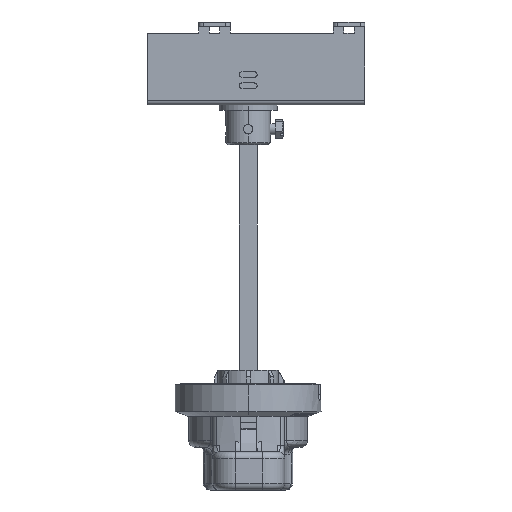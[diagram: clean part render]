
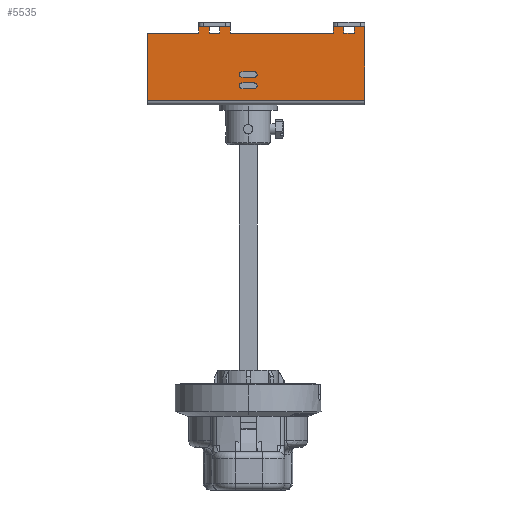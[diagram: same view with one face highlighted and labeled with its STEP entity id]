
A CAD part, front view. The second image highlights one B-rep face of the part: STEP entity #5535.
In plain terms, the highlighted planar face has unit normal (0, -1, 0).
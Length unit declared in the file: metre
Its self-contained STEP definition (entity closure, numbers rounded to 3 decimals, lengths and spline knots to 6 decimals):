
#3375=DIRECTION('',(1.,0.,0.));
#3376=VECTOR('',#3375,0.0055);
#3377=CARTESIAN_POINT('',(-0.000698,-0.051427,0.09955));
#3378=LINE('',#3377,#3376);
#3391=DIRECTION('',(-1.,0.,0.));
#3392=VECTOR('',#3391,0.0055);
#3393=CARTESIAN_POINT('',(0.004802,-0.051427,0.10205));
#3394=LINE('',#3393,#3392);
#3407=CARTESIAN_POINT('',(-0.000698,-0.051427,0.1008));
#3408=DIRECTION('',(0.,1.,0.));
#3409=DIRECTION('',(0.,0.,-1.));
#3410=AXIS2_PLACEMENT_3D('',#3407,#3408,#3409);
#3412=CARTESIAN_POINT('',(0.004802,-0.051427,0.1008));
#3413=DIRECTION('',(0.,1.,0.));
#3414=DIRECTION('',(0.,0.,1.));
#3415=AXIS2_PLACEMENT_3D('',#3412,#3413,#3414);
#3417=CARTESIAN_POINT('',(-0.000698,-0.051427,0.0958));
#3418=DIRECTION('',(0.,1.,0.));
#3419=DIRECTION('',(0.,0.,-1.));
#3420=AXIS2_PLACEMENT_3D('',#3417,#3418,#3419);
#3422=CARTESIAN_POINT('',(0.004802,-0.051427,0.0958));
#3423=DIRECTION('',(0.,1.,0.));
#3424=DIRECTION('',(0.,0.,1.));
#3425=AXIS2_PLACEMENT_3D('',#3422,#3423,#3424);
#3427=DIRECTION('',(0.,0.,1.));
#3428=VECTOR('',#3427,0.033);
#3429=CARTESIAN_POINT('',(0.054052,-0.051427,0.08925));
#3430=LINE('',#3429,#3428);
#3431=DIRECTION('',(0.,0.,-1.));
#3432=VECTOR('',#3431,0.03);
#3433=CARTESIAN_POINT('',(-0.042948,-0.051427,0.11925));
#3434=LINE('',#3433,#3432);
#3435=DIRECTION('',(-1.,0.,0.));
#3436=VECTOR('',#3435,0.0055);
#3437=CARTESIAN_POINT('',(0.004802,-0.051427,0.09705));
#3438=LINE('',#3437,#3436);
#3451=DIRECTION('',(1.,0.,0.));
#3452=VECTOR('',#3451,0.0055);
#3453=CARTESIAN_POINT('',(-0.000698,-0.051427,0.09455));
#3454=LINE('',#3453,#3452);
#3531=DIRECTION('',(0.,0.,1.));
#3532=VECTOR('',#3531,0.003);
#3533=CARTESIAN_POINT('',(0.049302,-0.051427,0.11925));
#3534=LINE('',#3533,#3532);
#3564=DIRECTION('',(0.,0.,-1.));
#3565=VECTOR('',#3564,0.003);
#3566=CARTESIAN_POINT('',(0.044802,-0.051427,0.12225));
#3567=LINE('',#3566,#3565);
#3585=DIRECTION('',(0.,0.,1.));
#3586=VECTOR('',#3585,0.003);
#3587=CARTESIAN_POINT('',(0.040052,-0.051427,0.11925));
#3588=LINE('',#3587,#3586);
#3626=DIRECTION('',(1.,0.,0.));
#3627=VECTOR('',#3626,0.00475);
#3628=CARTESIAN_POINT('',(0.049302,-0.051427,0.12225));
#3629=LINE('',#3628,#3627);
#3643=DIRECTION('',(1.,0.,0.));
#3644=VECTOR('',#3643,0.00475);
#3645=CARTESIAN_POINT('',(0.040052,-0.051427,0.12225));
#3646=LINE('',#3645,#3644);
#3656=DIRECTION('',(1.,0.,0.));
#3657=VECTOR('',#3656,0.046);
#3658=CARTESIAN_POINT('',(-0.005948,-0.051427,0.11925));
#3659=LINE('',#3658,#3657);
#3677=DIRECTION('',(0.,0.,-1.));
#3678=VECTOR('',#3677,0.003);
#3679=CARTESIAN_POINT('',(-0.005948,-0.051427,0.12225));
#3680=LINE('',#3679,#3678);
#3725=DIRECTION('',(0.,0.,1.));
#3726=VECTOR('',#3725,0.003);
#3727=CARTESIAN_POINT('',(-0.010698,-0.051427,0.11925));
#3728=LINE('',#3727,#3726);
#3758=DIRECTION('',(0.,0.,-1.));
#3759=VECTOR('',#3758,0.003);
#3760=CARTESIAN_POINT('',(-0.015198,-0.051427,0.12225));
#3761=LINE('',#3760,#3759);
#3779=DIRECTION('',(0.,0.,1.));
#3780=VECTOR('',#3779,0.003);
#3781=CARTESIAN_POINT('',(-0.019948,-0.051427,0.11925));
#3782=LINE('',#3781,#3780);
#3817=DIRECTION('',(1.,0.,0.));
#3818=VECTOR('',#3817,0.00475);
#3819=CARTESIAN_POINT('',(-0.010698,-0.051427,0.12225));
#3820=LINE('',#3819,#3818);
#3834=DIRECTION('',(1.,0.,0.));
#3835=VECTOR('',#3834,0.00475);
#3836=CARTESIAN_POINT('',(-0.019948,-0.051427,0.12225));
#3837=LINE('',#3836,#3835);
#3846=DIRECTION('',(1.,0.,0.));
#3847=VECTOR('',#3846,0.023);
#3848=CARTESIAN_POINT('',(-0.042948,-0.051427,0.11925));
#3849=LINE('',#3848,#3847);
#4821=DIRECTION('',(-1.,0.,0.));
#4822=VECTOR('',#4821,0.097);
#4823=CARTESIAN_POINT('',(0.054052,-0.051427,0.08925));
#4824=LINE('',#4823,#4822);
#4829=DIRECTION('',(1.,0.,0.));
#4830=VECTOR('',#4829,0.0045);
#4831=CARTESIAN_POINT('',(-0.015198,-0.051427,0.11925));
#4832=LINE('',#4831,#4830);
#4841=DIRECTION('',(1.,0.,0.));
#4842=VECTOR('',#4841,0.0045);
#4843=CARTESIAN_POINT('',(0.044802,-0.051427,0.11925));
#4844=LINE('',#4843,#4842);
#4927=CARTESIAN_POINT('',(0.054052,-0.051427,0.08925));
#4928=VERTEX_POINT('',#4927);
#4929=CARTESIAN_POINT('',(0.054052,-0.051427,0.12225));
#4930=VERTEX_POINT('',#4929);
#5013=CARTESIAN_POINT('',(-0.042948,-0.051427,0.11925));
#5014=VERTEX_POINT('',#5013);
#5015=CARTESIAN_POINT('',(-0.042948,-0.051427,0.08925));
#5016=VERTEX_POINT('',#5015);
#5087=CARTESIAN_POINT('',(-0.019948,-0.051427,0.11925));
#5088=VERTEX_POINT('',#5087);
#5089=CARTESIAN_POINT('',(-0.019948,-0.051427,0.12225));
#5090=VERTEX_POINT('',#5089);
#5091=CARTESIAN_POINT('',(-0.015198,-0.051427,0.12225));
#5092=VERTEX_POINT('',#5091);
#5093=CARTESIAN_POINT('',(-0.015198,-0.051427,0.11925));
#5094=VERTEX_POINT('',#5093);
#5095=CARTESIAN_POINT('',(-0.010698,-0.051427,0.11925));
#5096=VERTEX_POINT('',#5095);
#5097=CARTESIAN_POINT('',(-0.010698,-0.051427,0.12225));
#5098=VERTEX_POINT('',#5097);
#5099=CARTESIAN_POINT('',(-0.005948,-0.051427,0.12225));
#5100=VERTEX_POINT('',#5099);
#5101=CARTESIAN_POINT('',(-0.005948,-0.051427,0.11925));
#5102=VERTEX_POINT('',#5101);
#5103=CARTESIAN_POINT('',(0.040052,-0.051427,0.11925));
#5104=VERTEX_POINT('',#5103);
#5105=CARTESIAN_POINT('',(0.040052,-0.051427,0.12225));
#5106=VERTEX_POINT('',#5105);
#5107=CARTESIAN_POINT('',(0.044802,-0.051427,0.12225));
#5108=VERTEX_POINT('',#5107);
#5109=CARTESIAN_POINT('',(0.044802,-0.051427,0.11925));
#5110=VERTEX_POINT('',#5109);
#5111=CARTESIAN_POINT('',(0.049302,-0.051427,0.11925));
#5112=VERTEX_POINT('',#5111);
#5113=CARTESIAN_POINT('',(0.049302,-0.051427,0.12225));
#5114=VERTEX_POINT('',#5113);
#5115=CARTESIAN_POINT('',(-0.000698,-0.051427,0.09455));
#5116=CARTESIAN_POINT('',(-0.000698,-0.051427,0.09705));
#5117=VERTEX_POINT('',#5115);
#5118=VERTEX_POINT('',#5116);
#5119=CARTESIAN_POINT('',(0.004802,-0.051427,0.09455));
#5120=VERTEX_POINT('',#5119);
#5121=CARTESIAN_POINT('',(0.004802,-0.051427,0.09705));
#5122=VERTEX_POINT('',#5121);
#5123=CARTESIAN_POINT('',(-0.000698,-0.051427,0.09955));
#5124=CARTESIAN_POINT('',(-0.000698,-0.051427,0.10205));
#5125=VERTEX_POINT('',#5123);
#5126=VERTEX_POINT('',#5124);
#5127=CARTESIAN_POINT('',(0.004802,-0.051427,0.09955));
#5128=VERTEX_POINT('',#5127);
#5129=CARTESIAN_POINT('',(0.004802,-0.051427,0.10205));
#5130=VERTEX_POINT('',#5129);
#5476=CARTESIAN_POINT('',(0.047052,-0.051427,0.08725));
#5477=DIRECTION('',(0.,1.,0.));
#5478=DIRECTION('',(0.,0.,1.));
#5479=AXIS2_PLACEMENT_3D('',#5476,#5477,#5478);
#5480=PLANE('',#5479);
#5482=ORIENTED_EDGE('',*,*,#5481,.F.);
#5484=ORIENTED_EDGE('',*,*,#5483,.T.);
#5486=ORIENTED_EDGE('',*,*,#5485,.F.);
#5488=ORIENTED_EDGE('',*,*,#5487,.T.);
#5490=ORIENTED_EDGE('',*,*,#5489,.T.);
#5492=ORIENTED_EDGE('',*,*,#5491,.T.);
#5494=ORIENTED_EDGE('',*,*,#5493,.T.);
#5496=ORIENTED_EDGE('',*,*,#5495,.T.);
#5498=ORIENTED_EDGE('',*,*,#5497,.T.);
#5500=ORIENTED_EDGE('',*,*,#5499,.T.);
#5502=ORIENTED_EDGE('',*,*,#5501,.T.);
#5504=ORIENTED_EDGE('',*,*,#5503,.T.);
#5506=ORIENTED_EDGE('',*,*,#5505,.T.);
#5508=ORIENTED_EDGE('',*,*,#5507,.T.);
#5510=ORIENTED_EDGE('',*,*,#5509,.T.);
#5512=ORIENTED_EDGE('',*,*,#5511,.T.);
#5514=ORIENTED_EDGE('',*,*,#5513,.T.);
#5516=ORIENTED_EDGE('',*,*,#5515,.T.);
#5517=EDGE_LOOP('',(#5482,#5484,#5486,#5488,#5490,#5492,#5494,#5496,#5498,#5500,
#5502,#5504,#5506,#5508,#5510,#5512,#5514,#5516));
#5518=FACE_OUTER_BOUND('',#5517,.F.);
#5520=ORIENTED_EDGE('',*,*,#5519,.T.);
#5522=ORIENTED_EDGE('',*,*,#5521,.F.);
#5524=ORIENTED_EDGE('',*,*,#5523,.T.);
#5526=ORIENTED_EDGE('',*,*,#5525,.F.);
#5527=EDGE_LOOP('',(#5520,#5522,#5524,#5526));
#5528=FACE_BOUND('',#5527,.F.);
#5529=ORIENTED_EDGE('',*,*,#5442,.T.);
#5530=ORIENTED_EDGE('',*,*,#5462,.F.);
#5531=ORIENTED_EDGE('',*,*,#5399,.T.);
#5532=ORIENTED_EDGE('',*,*,#5421,.F.);
#5533=EDGE_LOOP('',(#5529,#5530,#5531,#5532));
#5534=FACE_BOUND('',#5533,.F.);
#5535=ADVANCED_FACE('',(#5518,#5528,#5534),#5480,.F.);
#3411=CIRCLE('',#3410,0.00125);
#3416=CIRCLE('',#3415,0.00125);
#3421=CIRCLE('',#3420,0.00125);
#3426=CIRCLE('',#3425,0.00125);
#5399=EDGE_CURVE('',#5125,#5128,#3378,.T.);
#5421=EDGE_CURVE('',#5130,#5128,#3416,.T.);
#5442=EDGE_CURVE('',#5130,#5126,#3394,.T.);
#5462=EDGE_CURVE('',#5125,#5126,#3411,.T.);
#5481=EDGE_CURVE('',#4928,#4930,#3430,.T.);
#5483=EDGE_CURVE('',#4928,#5016,#4824,.T.);
#5485=EDGE_CURVE('',#5014,#5016,#3434,.T.);
#5487=EDGE_CURVE('',#5014,#5088,#3849,.T.);
#5489=EDGE_CURVE('',#5088,#5090,#3782,.T.);
#5491=EDGE_CURVE('',#5090,#5092,#3837,.T.);
#5493=EDGE_CURVE('',#5092,#5094,#3761,.T.);
#5495=EDGE_CURVE('',#5094,#5096,#4832,.T.);
#5497=EDGE_CURVE('',#5096,#5098,#3728,.T.);
#5499=EDGE_CURVE('',#5098,#5100,#3820,.T.);
#5501=EDGE_CURVE('',#5100,#5102,#3680,.T.);
#5503=EDGE_CURVE('',#5102,#5104,#3659,.T.);
#5505=EDGE_CURVE('',#5104,#5106,#3588,.T.);
#5507=EDGE_CURVE('',#5106,#5108,#3646,.T.);
#5509=EDGE_CURVE('',#5108,#5110,#3567,.T.);
#5511=EDGE_CURVE('',#5110,#5112,#4844,.T.);
#5513=EDGE_CURVE('',#5112,#5114,#3534,.T.);
#5515=EDGE_CURVE('',#5114,#4930,#3629,.T.);
#5519=EDGE_CURVE('',#5122,#5118,#3438,.T.);
#5521=EDGE_CURVE('',#5117,#5118,#3421,.T.);
#5523=EDGE_CURVE('',#5117,#5120,#3454,.T.);
#5525=EDGE_CURVE('',#5122,#5120,#3426,.T.);
